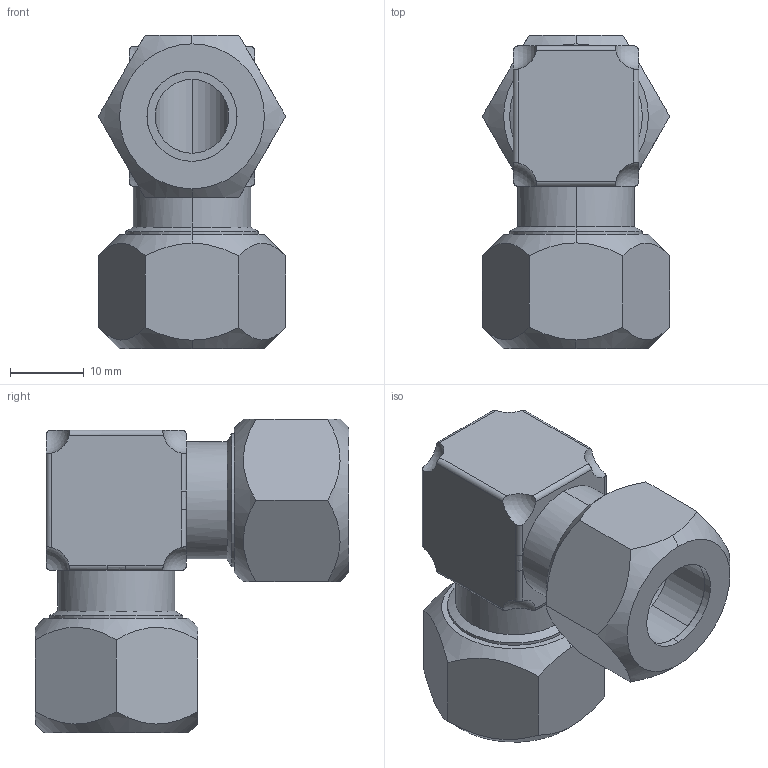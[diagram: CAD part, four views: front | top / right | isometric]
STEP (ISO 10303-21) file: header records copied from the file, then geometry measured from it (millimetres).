
FILE_DESCRIPTION (( 'STEP AP203' ), '1' );
FILE_NAME ('11-1323-06_outokumpu.step', '2015-08-10T08:32:53', ( '' ), ( '' ), 'SwSTEP 2.0', 'SolidWorks 2008', '' );
FILE_SCHEMA (( 'CONFIG_CONTROL_DESIGN' ));
Length unit declared in the file: millimetre
Products named in the file (4): bite-ring-13-111-006_outokumpu_bite-ring-13-111-006_outokumpu; nipple-13-666-250_outokumpu_nipple-13-666-250_outokumpu; 11-1323-06_outokumpu; nut-13-222-005_outokumpu_nut-13-222-005_outokumpu
Assembly tree (5 placements, depth 2):
  11-1323-06_outokumpu
    nut-13-222-005_outokumpu_nut-13-222-005_outokumpu  x2
    bite-ring-13-111-006_outokumpu_bite-ring-13-111-006_outokumpu  x2
    nipple-13-666-250_outokumpu_nipple-13-666-250_outokumpu
Bounding box: 25.4 x 42.5 x 42.5 mm (x, y, z)
Volume: 14004.1 mm3; surface area: 11174.4 mm2
Topology: 5 solids, 5 shells, 129 faces, 306 edges, 189 vertices
Faces by surface type: cylinder 52, plane 33, cone 32, sphere 8, bspline 4
Entity records: 3680 total; most frequent: CARTESIAN_POINT 922, DIRECTION 500, ORIENTED_EDGE 476, EDGE_CURVE 238, AXIS2_PLACEMENT_3D 207, VERTEX_POINT 147, EDGE_LOOP 107, CIRCLE 104
